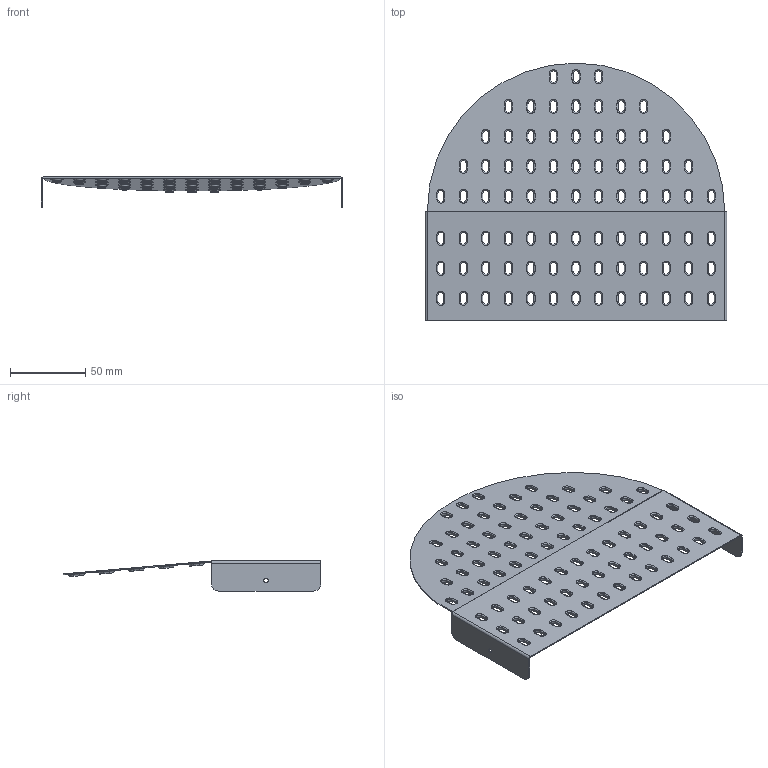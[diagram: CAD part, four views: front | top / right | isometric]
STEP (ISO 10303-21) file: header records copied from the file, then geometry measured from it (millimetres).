
FILE_DESCRIPTION(/* description */ ('Gavel VT Frånluft'),/* implementation_level */ '2;1');
FILE_NAME(/* name */ 'MT52605.stp',/* time_stamp */ '2016-02-04T06:27:33+01:00',/* author */ ('John'),/* organization */ (''),/* preprocessor_version */ 'ST-DEVELOPER v15.6',/* originating_system */ 'Autodesk Inventor 2015',/* authorisation */ '');
FILE_SCHEMA (('AUTOMOTIVE_DESIGN { 1 0 10303 214 3 1 1 }'));
Length unit declared in the file: millimetre
Products named in the file (1): MT52605
Bounding box: 200.8 x 171.66 x 20 mm (x, y, z)
Volume: 24145.8 mm3; surface area: 66436 mm2
Topology: 1 solids, 1 shells, 1113 faces, 2740 edges, 1709 vertices
Faces by surface type: cylinder 505, torus 328, plane 279, bspline 1
Full cylindrical faces by diameter (mm): 3 x2
Entity records: 33683 total; most frequent: DIRECTION 6467, CARTESIAN_POINT 5728, ORIENTED_EDGE 5474, EDGE_CURVE 2737, AXIS2_PLACEMENT_3D 2619, VERTEX_POINT 1708, CIRCLE 1506, EDGE_LOOP 1365
